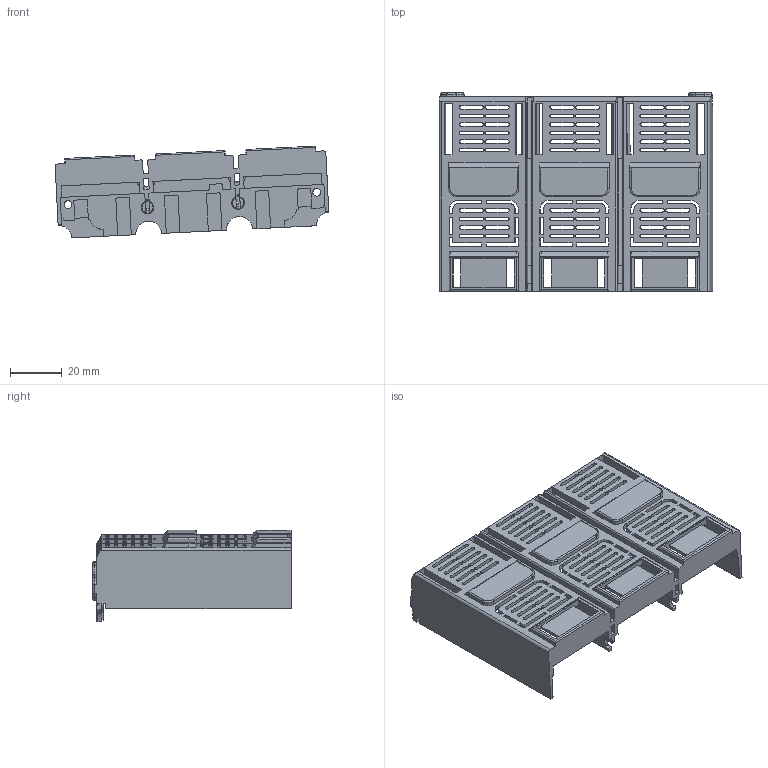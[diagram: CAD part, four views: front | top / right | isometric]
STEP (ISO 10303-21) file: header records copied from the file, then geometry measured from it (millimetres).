
FILE_DESCRIPTION((''),'2;1');
FILE_NAME('250-3P-DUANHUZHAO','2021-01-13T08:22:55',('zhxmin'),(''),'CREO PARAMETRIC BY PTC INC, 2018020','CREO PARAMETRIC BY PTC INC, 2018020','');
FILE_SCHEMA(('CONFIG_CONTROL_DESIGN','SHAPE_APPEARANCE_LAYERS_GROUPS'));
Length unit declared in the file: metre
Products named in the file (1): 250-3P-DUANHUZHAO
Bounding box: 105.49 x 76.5 x 35.37 mm (x, y, z)
Volume: 32104.4 mm3; surface area: 42677.2 mm2
Topology: 1 solids, 1 shells, 897 faces, 2688 edges, 1765 vertices
Faces by surface type: plane 542, cylinder 313, torus 32, sphere 8, cone 2
Entity records: 37265 total; most frequent: CARTESIAN_POINT 6051, ORIENTED_EDGE 5368, DIRECTION 4915, EDGE_CURVE 2684, VECTOR 1899, LINE 1899, VERTEX_POINT 1765, AXIS2_PLACEMENT_3D 1508
